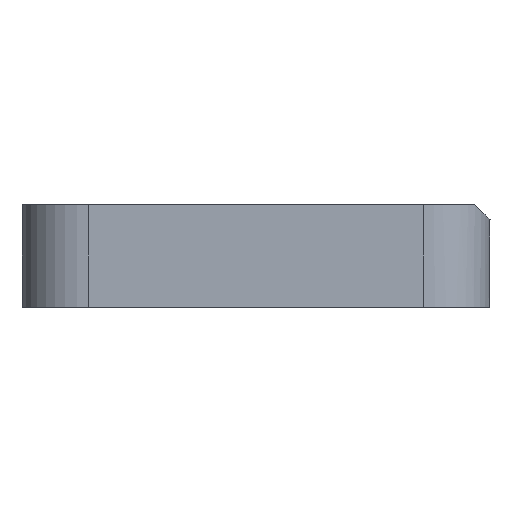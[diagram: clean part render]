
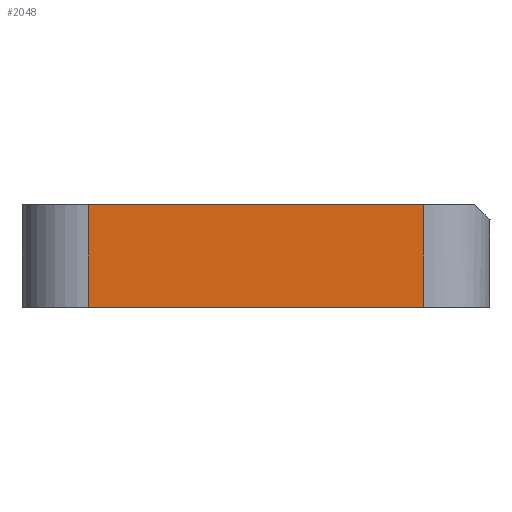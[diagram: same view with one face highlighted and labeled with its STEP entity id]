
A CAD part, left-side view. The second image highlights one B-rep face of the part: STEP entity #2048.
In plain terms, the highlighted planar face has unit normal (-1, 0, 0).
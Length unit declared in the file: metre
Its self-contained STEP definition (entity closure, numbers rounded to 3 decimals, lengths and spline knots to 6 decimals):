
#361=ORIENTED_EDGE('',*,*,#858,.T.);
#362=ORIENTED_EDGE('',*,*,#860,.T.);
#363=ORIENTED_EDGE('',*,*,#861,.F.);
#364=ORIENTED_EDGE('',*,*,#862,.F.);
#858=EDGE_CURVE('',#1101,#1100,#1329,.T.);
#860=EDGE_CURVE('',#1100,#1102,#1330,.T.);
#861=EDGE_CURVE('',#1103,#1102,#1331,.T.);
#862=EDGE_CURVE('',#1101,#1103,#1332,.T.);
#1100=VERTEX_POINT('',#3172);
#1101=VERTEX_POINT('',#3174);
#1102=VERTEX_POINT('',#3178);
#1103=VERTEX_POINT('',#3180);
#1329=LINE('',#3173,#1571);
#1330=LINE('',#3177,#1572);
#1331=LINE('',#3179,#1573);
#1332=LINE('',#3181,#1574);
#1571=VECTOR('',#2564,1.);
#1572=VECTOR('',#2569,1.);
#1573=VECTOR('',#2570,1.);
#1574=VECTOR('',#2571,1.);
#1696=EDGE_LOOP('',(#361,#362,#363,#364));
#1842=FACE_BOUND('',#1696,.T.);
#1968=PLANE('',#2176);
#2048=ADVANCED_FACE('',(#1842),#1968,.F.);
#2176=AXIS2_PLACEMENT_3D('',#3176,#2567,#2568);
#2564=DIRECTION('',(0.,0.,-1.));
#2567=DIRECTION('',(1.,0.,0.));
#2568=DIRECTION('',(0.,1.,0.));
#2569=DIRECTION('',(0.,-1.,0.));
#2570=DIRECTION('',(0.,0.,-1.));
#2571=DIRECTION('',(0.,-1.,0.));
#3172=CARTESIAN_POINT('',(-0.0955,0.016533,-0.0085));
#3173=CARTESIAN_POINT('',(-0.0955,0.016533,0.0016));
#3174=CARTESIAN_POINT('',(-0.0955,0.016533,0.0016));
#3176=CARTESIAN_POINT('',(-0.0955,0.000016,0.0016));
#3177=CARTESIAN_POINT('',(-0.0955,0.000016,-0.0085));
#3178=CARTESIAN_POINT('',(-0.0955,-0.016502,-0.0085));
#3179=CARTESIAN_POINT('',(-0.0955,-0.016502,0.0016));
#3180=CARTESIAN_POINT('',(-0.0955,-0.016502,0.0016));
#3181=CARTESIAN_POINT('',(-0.0955,0.000016,0.0016));
